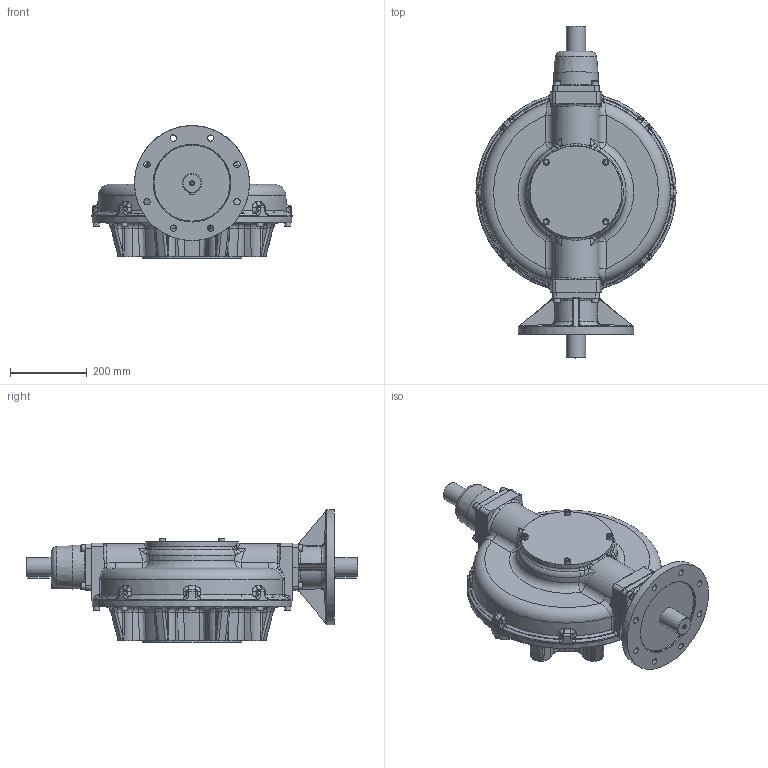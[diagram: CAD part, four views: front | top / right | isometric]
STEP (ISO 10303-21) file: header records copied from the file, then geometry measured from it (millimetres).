
FILE_DESCRIPTION(/* description */ ('Unknown'),/* implementation_level */ '2;1');
FILE_NAME(/* name */ 'PUB-IB13-DUAL180 simplified',/* time_stamp */ '2021-07-05T14:21:17+01:00',/* author */ ('Unknown'),/* organization */ ('Unknown'),/* preprocessor_version */ 'ST-DEVELOPER v16.7',/* originating_system */ 'Solid Edge',/* authorisation */ 'Unknown');
FILE_SCHEMA (('AUTOMOTIVE_DESIGN {1 0 10303 214 3 1 1}'));
Products named in the file (1): PUB-IB13-DUAL180 simplified
Bounding box: 521.7 x 865.48 x 346.26 mm (x, y, z)
Volume: 22647925 mm3; surface area: 2252213.4 mm2
Topology: 2 solids, 48 shells, 2272 faces, 5888 edges, 3675 vertices
Faces by surface type: plane 845, cylinder 582, bspline 391, torus 208, cone 166, sphere 80
Full cylindrical faces by diameter (mm): 3.18 x2, 4.917 x4, 8.376 x4, 8.5 x12, 10 x12, 10.2 x8, 10.5 x8, 11.5 x4, 12 x8, 12.5 x4, 13 x4, 16 x12, 16.5 x8, 18 x8, 20 x2, 26.5 x8, 30 x2, 50 x5, 50.25 x2, 54.7 x1, 55 x1, 55.115 x1, 90 x3, 94 x1, 99.5 x1, 99.555 x1, 105 x6, 115 x1, 155 x1, 159.7 x2
Entity records: 84568 total; most frequent: CARTESIAN_POINT 22967, ORIENTED_EDGE 10520, DIRECTION 9936, EDGE_CURVE 5260, AXIS2_PLACEMENT_3D 4004, VERTEX_POINT 3515, FACE_BOUND 2771, EDGE_LOOP 2737
